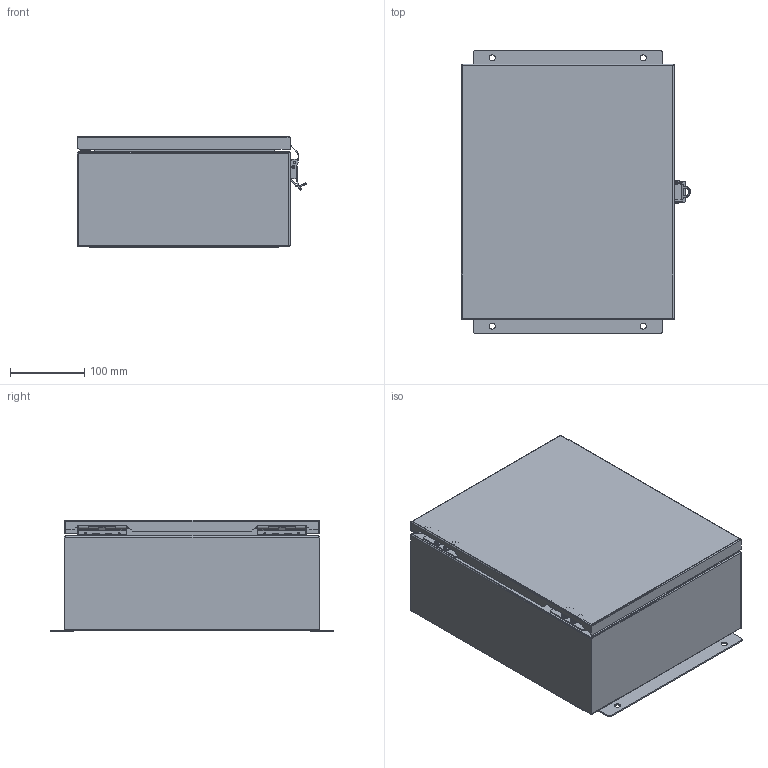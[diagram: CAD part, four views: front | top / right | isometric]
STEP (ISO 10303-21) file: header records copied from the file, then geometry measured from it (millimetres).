
FILE_DESCRIPTION (( 'STEP AP214' ), '1' );
FILE_NAME ('NBSS121006.step', '2020-03-18T18:42:56', ( '' ), ( '' ), 'SwSTEP 2.0', 'SolidWorks 2018', '' );
FILE_SCHEMA (( 'AUTOMOTIVE_DESIGN' ));
Length unit declared in the file: inch
Products named in the file (18): NBSS_integra_fhscr_91771A830_10-32 x .62lg; NBSS121006; NBSS_integra_csink wshr; NBSS_integra_box hinge; NBSS_integra_latch; NBSS121006_lid assy; 97H9235-26300_1; NBSS121006_box; RIVET_LONG_12DIA_1; NBSS_integra_box brkt; NBSS_integra_hinge pin; 9912562-82-10_1; L-COM-FLANGE_505152-FLANGE_1; 10-32 stud^NBSS121006_box assy; RIVET_SHORT_12DIA_1; 91115A288_18-8 SS FF THD HEX STDF_91115A288; NBSS121006_lid; NBSS121006_box assy
Assembly tree (35 placements, depth 4):
  NBSS121006
    NBSS121006_box assy
      NBSS121006_box
      NBSS_integra_box hinge  x2
      NBSS_integra_box brkt  x2
      NBSS_integra_hinge pin  x2
      NBSS_integra_fhscr_91771A830_10-32 x .62lg  x4
      NBSS_integra_csink wshr  x4
      NBSS_integra_latch
        9912562-82-10_1
        RIVET_LONG_12DIA_1
        RIVET_SHORT_12DIA_1  x2
      10-32 stud^NBSS121006_box assy  x4
      91115A288_18-8 SS FF THD HEX STDF_91115A288  x4
      L-COM-FLANGE_505152-FLANGE_1  x2
    NBSS121006_lid assy
      NBSS121006_lid
      97H9235-26300_1  x2
Bounding box: 307.97 x 381 x 149.89 mm (x, y, z)
Volume: 693989.2 mm3; surface area: 914324.6 mm2
Topology: 36 solids, 36 shells, 1474 faces, 3928 edges, 2534 vertices
Faces by surface type: cylinder 719, plane 499, cone 180, bspline 72, torus 4
Entity records: 33157 total; most frequent: CARTESIAN_POINT 12592, ORIENTED_EDGE 3982, DIRECTION 3712, EDGE_CURVE 1991, AXIS2_PLACEMENT_3D 1324, VERTEX_POINT 1285, LINE 1064, VECTOR 1064
